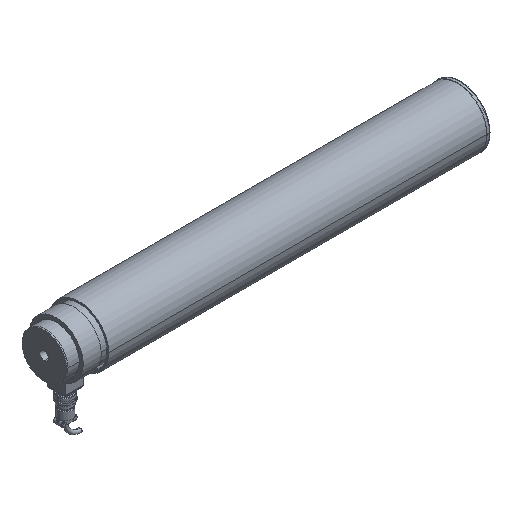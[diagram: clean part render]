
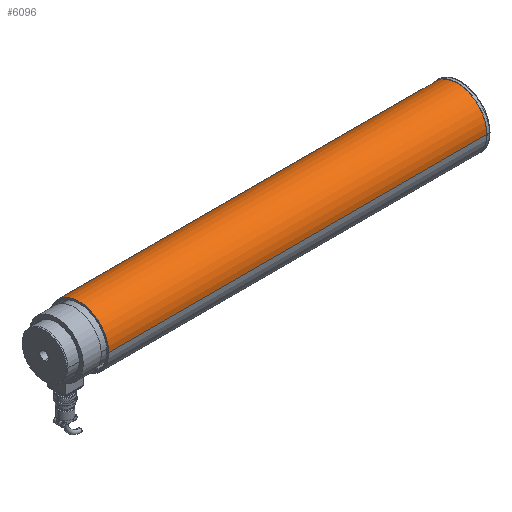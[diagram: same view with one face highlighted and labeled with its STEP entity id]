
A CAD part, isometric view. The second image highlights one B-rep face of the part: STEP entity #6096.
In plain terms, the highlighted cylindrical face has radius 49.5 mm (diameter 99 mm), a partial arc.
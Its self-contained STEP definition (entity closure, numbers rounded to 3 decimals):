
#6036=CARTESIAN_POINT('',(315.,49.5,0.0));
#6037=VERTEX_POINT('',#6036);
#6038=CARTESIAN_POINT('',(-315.,49.5,0.0));
#6039=VERTEX_POINT('',#6038);
#6040=CARTESIAN_POINT('',(315.,49.5,0.0));
#6041=DIRECTION('',(-1.0,0.0,0.0));
#6042=VECTOR('',#6041,630.);
#6043=LINE('',#6040,#6042);
#6044=EDGE_CURVE('',#6037,#6039,#6043,.T.);
#6046=CARTESIAN_POINT('',(315.,-49.5,0.));
#6047=VERTEX_POINT('',#6046);
#6055=CARTESIAN_POINT('',(-315.,-49.5,0.));
#6056=VERTEX_POINT('',#6055);
#6057=CARTESIAN_POINT('',(315.,-49.5,0.));
#6058=DIRECTION('',(-1.0,0.0,0.0));
#6059=VECTOR('',#6058,630.);
#6060=LINE('',#6057,#6059);
#6061=EDGE_CURVE('',#6047,#6056,#6060,.T.);
#6073=CARTESIAN_POINT('',(0.0,0.0,0.0));
#6074=DIRECTION('',(1.0,0.0,0.0));
#6075=DIRECTION('',(0.0,1.0,0.0));
#6076=AXIS2_PLACEMENT_3D('',#6073,#6074,#6075);
#6077=CYLINDRICAL_SURFACE('',#6076,49.5);
#6078=ORIENTED_EDGE('',*,*,#6044,.T.);
#6079=CARTESIAN_POINT('',(-315.,0.0,0.0));
#6080=DIRECTION('',(1.0,0.0,0.0));
#6081=DIRECTION('',(0.0,1.0,0.0));
#6082=AXIS2_PLACEMENT_3D('',#6079,#6080,#6081);
#6083=CIRCLE('',#6082,49.5);
#6084=EDGE_CURVE('',#6039,#6056,#6083,.T.);
#6085=ORIENTED_EDGE('',*,*,#6084,.T.);
#6086=ORIENTED_EDGE('',*,*,#6061,.F.);
#6087=CARTESIAN_POINT('',(315.,0.0,0.0));
#6088=DIRECTION('',(1.0,0.0,0.0));
#6089=DIRECTION('',(0.0,1.0,0.0));
#6090=AXIS2_PLACEMENT_3D('',#6087,#6088,#6089);
#6091=CIRCLE('',#6090,49.5);
#6092=EDGE_CURVE('',#6037,#6047,#6091,.T.);
#6093=ORIENTED_EDGE('',*,*,#6092,.F.);
#6094=EDGE_LOOP('',(#6078,#6085,#6086,#6093));
#6095=FACE_OUTER_BOUND('',#6094,.T.);
#6096=ADVANCED_FACE('',(#6095),#6077,.T.);
